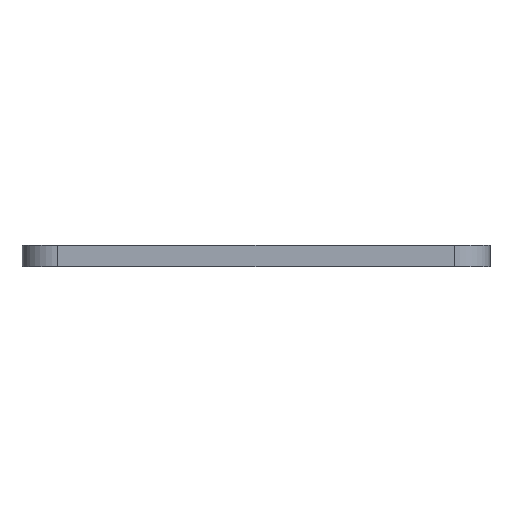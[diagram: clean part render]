
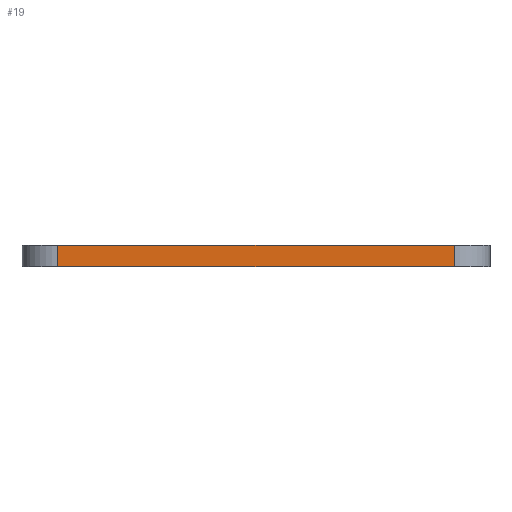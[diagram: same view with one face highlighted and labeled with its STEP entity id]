
A CAD part, left-side view. The second image highlights one B-rep face of the part: STEP entity #19.
In plain terms, the highlighted planar face has unit normal (-1, 0, 0).
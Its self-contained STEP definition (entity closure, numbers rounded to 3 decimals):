
#19 = ADVANCED_FACE ( 'NONE', ( #803 ), #403, .T. ) ;
#109 = EDGE_CURVE ( 'NONE', #2051, #2107, #1480, .T. ) ;
#403 = PLANE ( 'NONE',  #1889 ) ;
#489 = CARTESIAN_POINT ( 'NONE',  ( -32.75, -32.75, 0. ) ) ;
#498 = ORIENTED_EDGE ( 'NONE', *, *, #767, .F. ) ;
#554 = CARTESIAN_POINT ( 'NONE',  ( -32.75, 27.75, -3. ) ) ;
#603 = CARTESIAN_POINT ( 'NONE',  ( -32.75, -32.75, -3. ) ) ;
#613 = CARTESIAN_POINT ( 'NONE',  ( -32.75, 27.75, -3. ) ) ;
#629 = DIRECTION ( 'NONE',  ( 0., -1., 0. ) ) ;
#675 = ORIENTED_EDGE ( 'NONE', *, *, #109, .T. ) ;
#680 = CARTESIAN_POINT ( 'NONE',  ( -32.75, -27.75, 0. ) ) ;
#702 = EDGE_LOOP ( 'NONE', ( #1370, #2403, #498, #675 ) ) ;
#715 = EDGE_CURVE ( 'NONE', #2107, #839, #2354, .T. ) ;
#767 = EDGE_CURVE ( 'NONE', #2051, #771, #1303, .T. ) ;
#771 = VERTEX_POINT ( 'NONE', #680 ) ;
#803 = FACE_OUTER_BOUND ( 'NONE', #702, .T. ) ;
#812 = DIRECTION ( 'NONE',  ( -1., 0., 0. ) ) ;
#839 = VERTEX_POINT ( 'NONE', #917 ) ;
#917 = CARTESIAN_POINT ( 'NONE',  ( -32.75, -27.75, -3. ) ) ;
#1001 = DIRECTION ( 'NONE',  ( 0., 0., 1. ) ) ;
#1172 = LINE ( 'NONE', #1815, #1974 ) ;
#1275 = DIRECTION ( 'NONE',  ( 0., -1., 0. ) ) ;
#1303 = LINE ( 'NONE', #489, #2295 ) ;
#1370 = ORIENTED_EDGE ( 'NONE', *, *, #715, .T. ) ;
#1409 = VECTOR ( 'NONE', #2411, 1000. ) ;
#1480 = LINE ( 'NONE', #613, #1409 ) ;
#1815 = CARTESIAN_POINT ( 'NONE',  ( -32.75, -27.75, -3. ) ) ;
#1889 = AXIS2_PLACEMENT_3D ( 'NONE', #603, #812, #1001 ) ;
#1890 = DIRECTION ( 'NONE',  ( 0., 0., 1. ) ) ;
#1974 = VECTOR ( 'NONE', #1890, 1000. ) ;
#2051 = VERTEX_POINT ( 'NONE', #2146 ) ;
#2107 = VERTEX_POINT ( 'NONE', #554 ) ;
#2146 = CARTESIAN_POINT ( 'NONE',  ( -32.75, 27.75, 0. ) ) ;
#2190 = CARTESIAN_POINT ( 'NONE',  ( -32.75, -32.75, -3. ) ) ;
#2290 = EDGE_CURVE ( 'NONE', #839, #771, #1172, .T. ) ;
#2295 = VECTOR ( 'NONE', #1275, 1000. ) ;
#2354 = LINE ( 'NONE', #2190, #2544 ) ;
#2403 = ORIENTED_EDGE ( 'NONE', *, *, #2290, .T. ) ;
#2411 = DIRECTION ( 'NONE',  ( 0., 0., -1. ) ) ;
#2544 = VECTOR ( 'NONE', #629, 1000. ) ;
